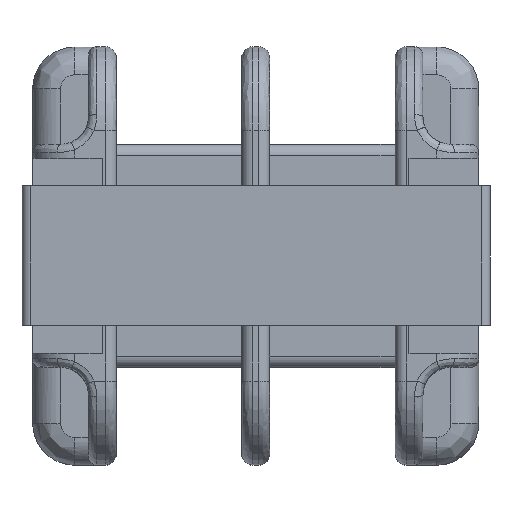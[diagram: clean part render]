
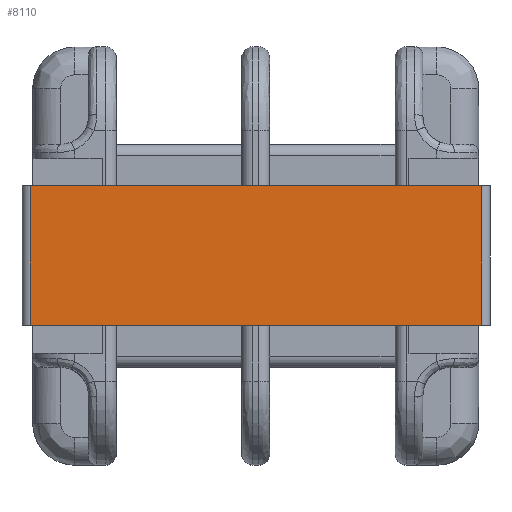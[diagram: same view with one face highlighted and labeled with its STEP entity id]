
A CAD part, top view. The second image highlights one B-rep face of the part: STEP entity #8110.
In plain terms, the highlighted face is planar.
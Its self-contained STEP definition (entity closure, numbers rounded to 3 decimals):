
#1105 = CARTESIAN_POINT ( 'NONE',  ( -2.5, 5.2, -8.096 ) ) ;
#1800 = CARTESIAN_POINT ( 'NONE',  ( -2.5, 5.2, 8.096 ) ) ;
#2222 = ORIENTED_EDGE ( 'NONE', *, *, #5168, .T. ) ;
#2295 = ORIENTED_EDGE ( 'NONE', *, *, #6375, .T. ) ;
#3278 = CARTESIAN_POINT ( 'NONE',  ( -2.5, 5.2, 8.096 ) ) ;
#3316 = VECTOR ( 'NONE', #4023, 1000. ) ;
#3592 = VERTEX_POINT ( 'NONE', #7548 ) ;
#3640 = CARTESIAN_POINT ( 'NONE',  ( 2.5, 5.2, -8.096 ) ) ;
#3678 = DIRECTION ( 'NONE',  ( 1., 0., 0. ) ) ;
#3930 = CARTESIAN_POINT ( 'NONE',  ( 2.5, 5.2, 8.096 ) ) ;
#4023 = DIRECTION ( 'NONE',  ( -1., 0., 0. ) ) ;
#4207 = LINE ( 'NONE', #10046, #6391 ) ;
#4209 = DIRECTION ( 'NONE',  ( 0., 0., 1. ) ) ;
#4818 = AXIS2_PLACEMENT_3D ( 'NONE', #3278, #9732, #4209 ) ;
#4874 = DIRECTION ( 'NONE',  ( 0., 0., 1. ) ) ;
#4934 = VERTEX_POINT ( 'NONE', #8715 ) ;
#4948 = ORIENTED_EDGE ( 'NONE', *, *, #6891, .T. ) ;
#5168 = EDGE_CURVE ( 'NONE', #4934, #3592, #11230, .T. ) ;
#5220 = VERTEX_POINT ( 'NONE', #1105 ) ;
#5463 = DIRECTION ( 'NONE',  ( 0., 0., 1. ) ) ;
#6185 = LINE ( 'NONE', #3930, #10817 ) ;
#6375 = EDGE_CURVE ( 'NONE', #5220, #4934, #4207, .T. ) ;
#6391 = VECTOR ( 'NONE', #5463, 1000. ) ;
#6891 = EDGE_CURVE ( 'NONE', #8808, #5220, #8508, .T. ) ;
#7187 = EDGE_LOOP ( 'NONE', ( #4948, #2295, #2222, #7390 ) ) ;
#7351 = EDGE_CURVE ( 'NONE', #8808, #3592, #6185, .T. ) ;
#7390 = ORIENTED_EDGE ( 'NONE', *, *, #7351, .F. ) ;
#7548 = CARTESIAN_POINT ( 'NONE',  ( 2.5, 5.2, 8.096 ) ) ;
#7700 = FACE_OUTER_BOUND ( 'NONE', #7187, .T. ) ;
#8110 = ADVANCED_FACE ( 'NONE', ( #7700 ), #11542, .T. ) ;
#8508 = LINE ( 'NONE', #9570, #3316 ) ;
#8715 = CARTESIAN_POINT ( 'NONE',  ( -2.5, 5.2, 8.096 ) ) ;
#8808 = VERTEX_POINT ( 'NONE', #3640 ) ;
#9570 = CARTESIAN_POINT ( 'NONE',  ( -2.5, 5.2, -8.096 ) ) ;
#9646 = VECTOR ( 'NONE', #3678, 1000. ) ;
#9732 = DIRECTION ( 'NONE',  ( 0., 1., 0. ) ) ;
#10046 = CARTESIAN_POINT ( 'NONE',  ( -2.5, 5.2, 8.096 ) ) ;
#10817 = VECTOR ( 'NONE', #4874, 1000. ) ;
#11230 = LINE ( 'NONE', #1800, #9646 ) ;
#11542 = PLANE ( 'NONE',  #4818 ) ;
